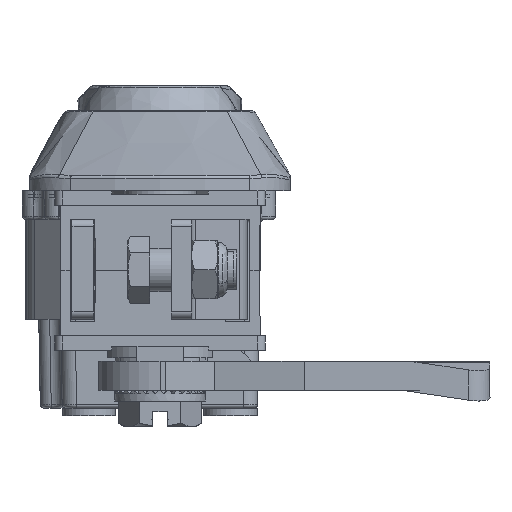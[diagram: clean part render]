
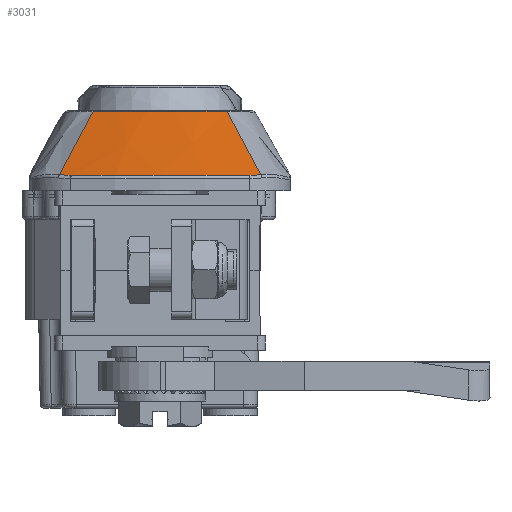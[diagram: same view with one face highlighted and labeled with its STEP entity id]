
A CAD part, left-side view. The second image highlights one B-rep face of the part: STEP entity #3031.
In plain terms, the highlighted conical face has half-angle 65 degrees and reference radius 42.5 mm.
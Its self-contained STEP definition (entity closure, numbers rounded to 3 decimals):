
#3031=ADVANCED_FACE('',(#6969),#6970,.T.);
#6969=FACE_OUTER_BOUND('',#34284,.T.);
#6970=CONICAL_SURFACE('',#34285,42.5,1.134);
#34284=EDGE_LOOP('',(#56522,#56523,#56524,#56525,#56526,#56527));
#34285=AXIS2_PLACEMENT_3D('',#56528,#56529,#56530);
#56522=ORIENTED_EDGE('',*,*,#66559,.T.);
#56523=ORIENTED_EDGE('',*,*,#66677,.T.);
#56524=ORIENTED_EDGE('',*,*,#66551,.T.);
#56525=ORIENTED_EDGE('',*,*,#66844,.T.);
#56526=ORIENTED_EDGE('',*,*,#66845,.T.);
#56527=ORIENTED_EDGE('',*,*,#66722,.T.);
#56528=CARTESIAN_POINT('',(50.807,97.273,22.917));
#56529=DIRECTION('',(0.,0.,-1.0));
#56530=DIRECTION('',(1.,0.,0.));
#66551=EDGE_CURVE('',#75573,#75571,#75574,.T.);
#66559=EDGE_CURVE('',#75588,#75586,#75589,.T.);
#66677=EDGE_CURVE('',#75586,#75573,#75797,.T.);
#66722=EDGE_CURVE('',#75876,#75588,#75877,.T.);
#66844=EDGE_CURVE('',#75571,#76066,#76067,.T.);
#66845=EDGE_CURVE('',#76066,#75876,#76068,.T.);
#75571=VERTEX_POINT('',#101459);
#75573=VERTEX_POINT('',#101480);
#75574=B_SPLINE_CURVE_WITH_KNOTS('',3,(#101481,#101482,#101483,#101484,#101485,#101486,#101487,#101488,#101489,#101490),.UNSPECIFIED.,.F.,.F.,(4,1,1,1,1,1,1,4),(0.0,0.078,0.161,0.25,0.369,0.5,0.733,1.0),.UNSPECIFIED.);
#75586=VERTEX_POINT('',#101634);
#75588=VERTEX_POINT('',#101654);
#75589=B_SPLINE_CURVE_WITH_KNOTS('',3,(#101655,#101656,#101657,#101658,#101659,#101660,#101661,#101662,#101663),.UNSPECIFIED.,.F.,.F.,(4,1,1,1,1,1,4),(0.0,0.267,0.5,0.631,0.75,0.881,1.0),.UNSPECIFIED.);
#75797=CIRCLE('',#102077,23.3);
#75876=VERTEX_POINT('',#102211);
#75877=B_SPLINE_CURVE_WITH_KNOTS('',3,(#102212,#102213,#102214,#102215,#102216,#102217,#102218,#102219,#102220,#102221),.UNSPECIFIED.,.F.,.F.,(4,1,1,1,1,1,1,4),(0.0,0.143,0.286,0.428,0.571,0.714,0.857,1.0),.UNSPECIFIED.);
#76066=VERTEX_POINT('',#102651);
#76067=B_SPLINE_CURVE_WITH_KNOTS('',3,(#102652,#102653,#102654,#102655),.UNSPECIFIED.,.F.,.F.,(4,4),(0.,0.002),.UNSPECIFIED.);
#76068=CIRCLE('',#102656,42.211);
#101459=CARTESIAN_POINT('',(11.122,111.136,23.133));
#101480=CARTESIAN_POINT('',(29.414,106.503,31.871));
#101481=CARTESIAN_POINT('',(29.414,106.503,31.87));
#101482=CARTESIAN_POINT('',(28.938,106.617,31.645));
#101483=CARTESIAN_POINT('',(27.952,106.854,31.179));
#101484=CARTESIAN_POINT('',(26.423,107.228,30.454));
#101485=CARTESIAN_POINT('',(24.643,107.669,29.607));
#101486=CARTESIAN_POINT('',(22.575,108.189,28.621));
#101487=CARTESIAN_POINT('',(19.633,108.935,27.215));
#101488=CARTESIAN_POINT('',(15.791,109.922,25.375));
#101489=CARTESIAN_POINT('',(12.749,110.713,23.914));
#101490=CARTESIAN_POINT('',(11.122,111.136,23.133));
#101634=CARTESIAN_POINT('',(29.419,88.029,31.871));
#101654=CARTESIAN_POINT('',(11.131,83.385,23.133));
#101655=CARTESIAN_POINT('',(11.131,83.385,23.133));
#101656=CARTESIAN_POINT('',(12.757,83.809,23.914));
#101657=CARTESIAN_POINT('',(15.799,84.602,25.375));
#101658=CARTESIAN_POINT('',(19.64,85.591,27.215));
#101659=CARTESIAN_POINT('',(22.581,86.339,28.621));
#101660=CARTESIAN_POINT('',(24.908,86.925,29.73));
#101661=CARTESIAN_POINT('',(27.163,87.484,30.803));
#101662=CARTESIAN_POINT('',(28.693,87.854,31.527));
#101663=CARTESIAN_POINT('',(29.419,88.029,31.87));
#102077=AXIS2_PLACEMENT_3D('',#116653,#116654,#116655);
#102211=CARTESIAN_POINT('',(10.412,85.025,23.052));
#102212=CARTESIAN_POINT('',(10.412,85.025,23.052));
#102213=CARTESIAN_POINT('',(10.438,84.944,23.052));
#102214=CARTESIAN_POINT('',(10.489,84.78,23.053));
#102215=CARTESIAN_POINT('',(10.576,84.539,23.058));
#102216=CARTESIAN_POINT('',(10.671,84.301,23.066));
#102217=CARTESIAN_POINT('',(10.774,84.066,23.078));
#102218=CARTESIAN_POINT('',(10.884,83.835,23.093));
#102219=CARTESIAN_POINT('',(11.003,83.607,23.111));
#102220=CARTESIAN_POINT('',(11.088,83.459,23.126));
#102221=CARTESIAN_POINT('',(11.131,83.385,23.133));
#102651=CARTESIAN_POINT('',(10.404,109.496,23.052));
#102652=CARTESIAN_POINT('',(11.122,111.136,23.133));
#102653=CARTESIAN_POINT('',(10.818,110.619,23.079));
#102654=CARTESIAN_POINT('',(10.579,110.072,23.052));
#102655=CARTESIAN_POINT('',(10.404,109.496,23.052));
#102656=AXIS2_PLACEMENT_3D('',#116940,#116941,#116942);
#116653=CARTESIAN_POINT('',(50.807,97.273,31.87));
#116654=DIRECTION('',(0.,0.,-1.0));
#116655=DIRECTION('',(-1.,0.,0.));
#116940=CARTESIAN_POINT('',(50.807,97.273,23.052));
#116941=DIRECTION('',(0.,0.,1.0));
#116942=DIRECTION('',(1.,0.,0.));
